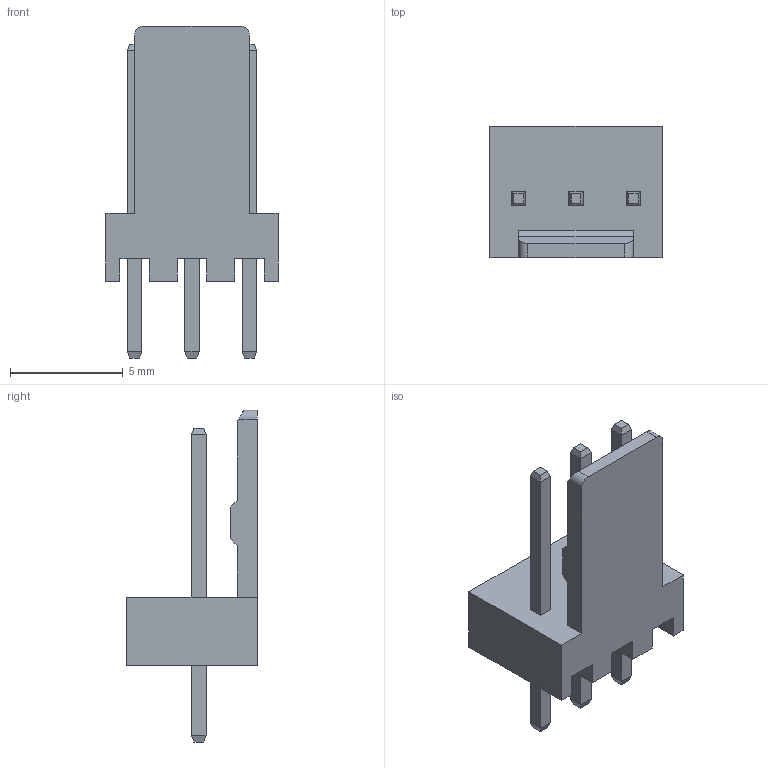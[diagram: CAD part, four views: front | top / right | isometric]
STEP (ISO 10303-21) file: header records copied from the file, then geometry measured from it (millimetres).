
FILE_DESCRIPTION(('STEP AP214'), '1');
FILE_NAME('WF', '', ('UNSPECIFIED'), ('UNSPECIFIED'), 'ASCON STEP Converter 1.6', 'ASCON Math Kernel', '');
FILE_SCHEMA(('AUTOMOTIVE_DESIGN { 1 0 10303 214 3 1 1}'));
Length unit declared in the file: millimetre
Bounding box: 7.62 x 5.8 x 14.7 mm (x, y, z)
Volume: 164.5 mm3; surface area: 416.2 mm2
Topology: 4 solids, 4 shells, 83 faces, 201 edges, 126 vertices
Faces by surface type: plane 81, cylinder 2
Entity records: 3079 total; most frequent: CARTESIAN_POINT 417, ORIENTED_EDGE 402, DIRECTION 369, EDGE_CURVE 201, LINE 197, VECTOR 197, VERTEX_POINT 126, FACE_BOUND 89
